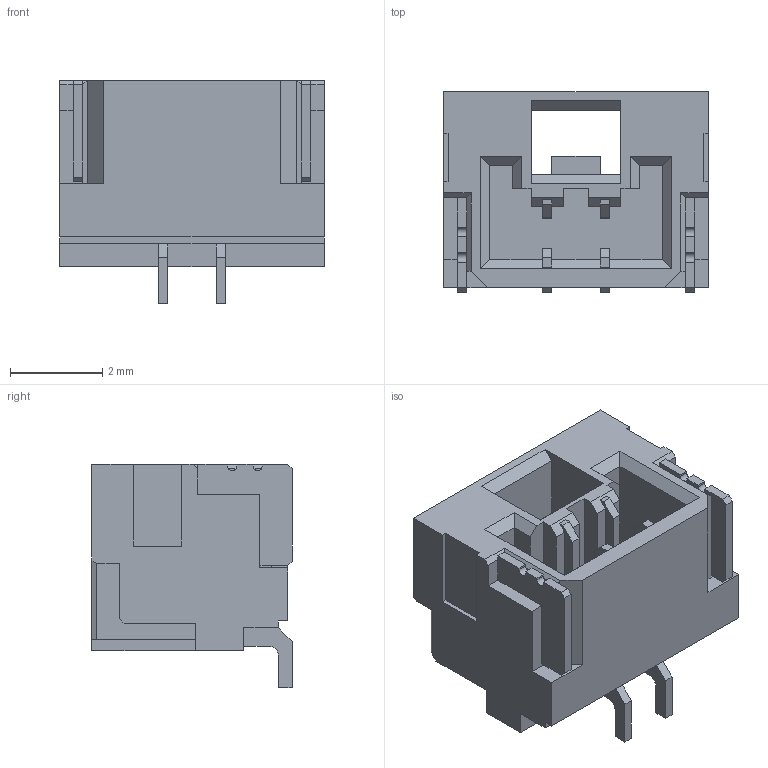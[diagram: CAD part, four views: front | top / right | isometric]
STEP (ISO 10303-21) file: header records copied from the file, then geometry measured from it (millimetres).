
FILE_DESCRIPTION(/* description */ (''),/* implementation_level */ '2;1');
FILE_NAME(/* name */ 'SM02B-GHS-TB_LF__SN_ v2.step',/* time_stamp */ '2023-07-31T14:06:43-04:00',/* author */ (''),/* organization */ (''),/* preprocessor_version */ 'ST-DEVELOPER v19.2',/* originating_system */ 'Autodesk Translation Framework v12.6.0.85',/* authorisation */ '');
FILE_SCHEMA (('AUTOMOTIVE_DESIGN { 1 0 10303 214 3 1 1 }'));
Length unit declared in the file: millimetre
Products named in the file (1): SM02B-GHS-TB_LF__SN_
Bounding box: 5.75 x 4.35 x 4.85 mm (x, y, z)
Volume: 66.1 mm3; surface area: 200.1 mm2
Topology: 1 solids, 1 shells, 175 faces, 485 edges, 314 vertices
Faces by surface type: plane 169, cylinder 6
Entity records: 5499 total; most frequent: CARTESIAN_POINT 975, ORIENTED_EDGE 970, DIRECTION 857, EDGE_CURVE 485, LINE 465, VECTOR 465, VERTEX_POINT 314, AXIS2_PLACEMENT_3D 196
